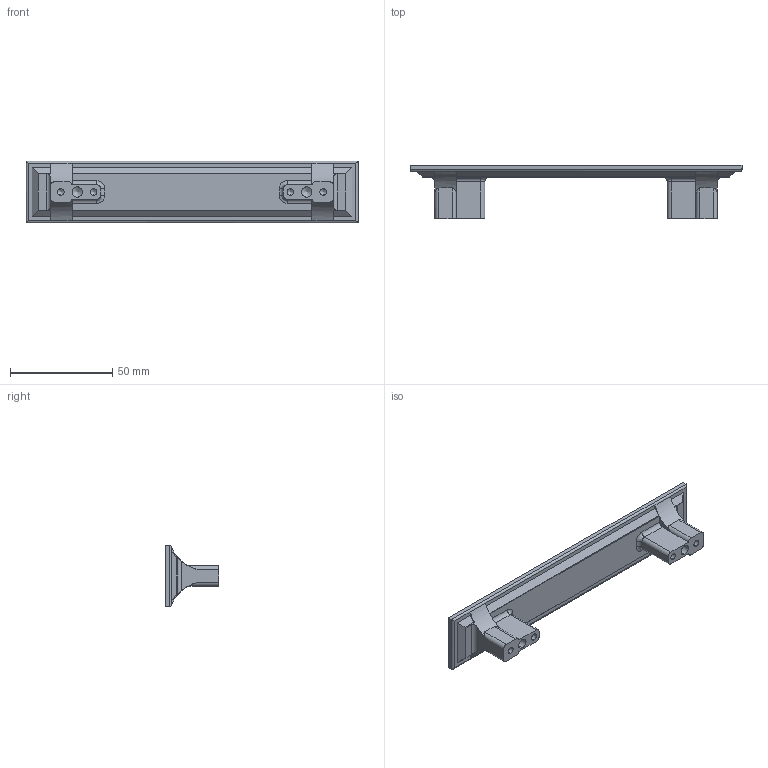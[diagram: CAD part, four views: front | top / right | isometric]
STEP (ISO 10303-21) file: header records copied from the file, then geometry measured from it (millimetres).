
FILE_DESCRIPTION (( 'STEP AP214' ), '1' );
FILE_NAME ('F003225,F003226_3D.step', '2022-08-15T13:04:56', ( '' ), ( '' ), 'SwSTEP 2.0', 'SolidWorks 2020', '' );
FILE_SCHEMA (( 'AUTOMOTIVE_DESIGN' ));
Length unit declared in the file: millimetre
Products named in the file (1): F003225,F003226_3D
Bounding box: 162 x 26 x 30 mm (x, y, z)
Volume: 20753 mm3; surface area: 15651.2 mm2
Topology: 1 solids, 3 shells, 123 faces, 304 edges, 182 vertices
Faces by surface type: plane 63, cylinder 44, cone 12, bspline 4
Entity records: 5118 total; most frequent: CARTESIAN_POINT 950, DIRECTION 588, ORIENTED_EDGE 584, EDGE_CURVE 292, LINE 196, VECTOR 196, AXIS2_PLACEMENT_3D 196, VERTEX_POINT 182
